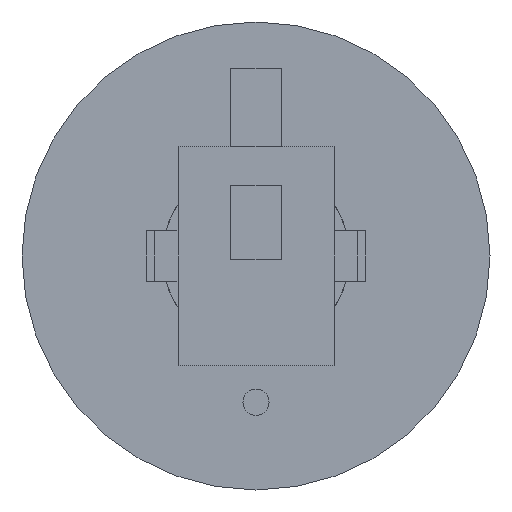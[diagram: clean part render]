
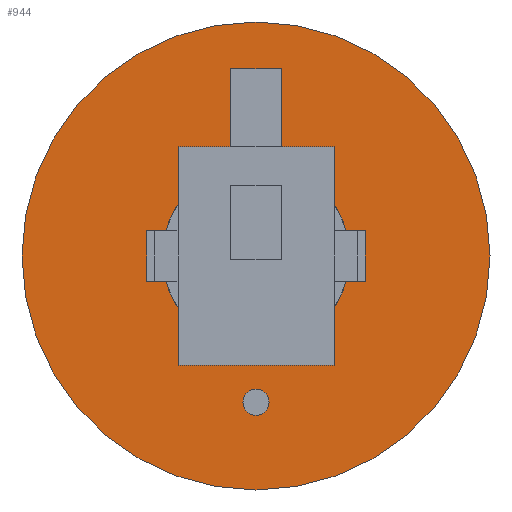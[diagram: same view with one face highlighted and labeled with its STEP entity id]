
A CAD part, front view. The second image highlights one B-rep face of the part: STEP entity #944.
In plain terms, the highlighted planar face has unit normal (0, -1, 0).
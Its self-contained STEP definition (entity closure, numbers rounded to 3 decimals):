
#3 = CARTESIAN_POINT ( 'NONE',  ( 0., 0., 18.75 ) ) ;
#13 = ORIENTED_EDGE ( 'NONE', *, *, #1055, .F. ) ;
#33 = EDGE_LOOP ( 'NONE', ( #296, #143 ) ) ;
#106 = VERTEX_POINT ( 'NONE', #1141 ) ;
#126 = VERTEX_POINT ( 'NONE', #708 ) ;
#137 = VERTEX_POINT ( 'NONE', #814 ) ;
#143 = ORIENTED_EDGE ( 'NONE', *, *, #541, .F. ) ;
#146 = DIRECTION ( 'NONE',  ( 0., 0., -1. ) ) ;
#169 = EDGE_CURVE ( 'NONE', #1305, #137, #354, .T. ) ;
#171 = AXIS2_PLACEMENT_3D ( 'NONE', #417, #529, #1441 ) ;
#173 = FACE_BOUND ( 'NONE', #1487, .T. ) ;
#179 = VERTEX_POINT ( 'NONE', #1089 ) ;
#199 = VERTEX_POINT ( 'NONE', #736 ) ;
#216 = DIRECTION ( 'NONE',  ( 0., 1., 0. ) ) ;
#255 = AXIS2_PLACEMENT_3D ( 'NONE', #1073, #516, #1094 ) ;
#268 = CARTESIAN_POINT ( 'NONE',  ( 0., 0., 0. ) ) ;
#296 = ORIENTED_EDGE ( 'NONE', *, *, #714, .F. ) ;
#303 = CIRCLE ( 'NONE', #542, 1.675 ) ;
#337 = CIRCLE ( 'NONE', #634, 1.675 ) ;
#354 = CIRCLE ( 'NONE', #424, 1.675 ) ;
#389 = DIRECTION ( 'NONE',  ( 0., -1., 0. ) ) ;
#401 = ORIENTED_EDGE ( 'NONE', *, *, #880, .F. ) ;
#417 = CARTESIAN_POINT ( 'NONE',  ( 0., 0., 0. ) ) ;
#424 = AXIS2_PLACEMENT_3D ( 'NONE', #1409, #389, #1203 ) ;
#436 = CARTESIAN_POINT ( 'NONE',  ( 0., 0., 30. ) ) ;
#510 = DIRECTION ( 'NONE',  ( 0., 0., 1. ) ) ;
#516 = DIRECTION ( 'NONE',  ( 0., -1., 0. ) ) ;
#529 = DIRECTION ( 'NONE',  ( 0., 1., 0. ) ) ;
#541 = EDGE_CURVE ( 'NONE', #126, #199, #337, .T. ) ;
#542 = AXIS2_PLACEMENT_3D ( 'NONE', #3, #1366, #1493 ) ;
#559 = EDGE_CURVE ( 'NONE', #1031, #106, #1136, .T. ) ;
#634 = AXIS2_PLACEMENT_3D ( 'NONE', #885, #1115, #1347 ) ;
#640 = CIRCLE ( 'NONE', #1330, 12. ) ;
#668 = DIRECTION ( 'NONE',  ( 0., 0., 1. ) ) ;
#690 = CIRCLE ( 'NONE', #1378, 1.675 ) ;
#708 = CARTESIAN_POINT ( 'NONE',  ( 0., 0., 17.075 ) ) ;
#714 = EDGE_CURVE ( 'NONE', #199, #126, #303, .T. ) ;
#733 = CARTESIAN_POINT ( 'NONE',  ( 0., 0., -12. ) ) ;
#736 = CARTESIAN_POINT ( 'NONE',  ( 0., 0., 20.425 ) ) ;
#802 = EDGE_CURVE ( 'NONE', #923, #179, #640, .T. ) ;
#814 = CARTESIAN_POINT ( 'NONE',  ( 0., 0., -20.425 ) ) ;
#880 = EDGE_CURVE ( 'NONE', #179, #923, #1336, .T. ) ;
#885 = CARTESIAN_POINT ( 'NONE',  ( 0., 0., 18.75 ) ) ;
#905 = DIRECTION ( 'NONE',  ( 0., -1., 0. ) ) ;
#923 = VERTEX_POINT ( 'NONE', #733 ) ;
#924 = EDGE_LOOP ( 'NONE', ( #1090, #959 ) ) ;
#944 = ADVANCED_FACE ( 'NONE', ( #173, #1231, #1251, #1059 ), #972, .F. ) ;
#959 = ORIENTED_EDGE ( 'NONE', *, *, #559, .F. ) ;
#966 = CARTESIAN_POINT ( 'NONE',  ( 0., 0., 0. ) ) ;
#972 = PLANE ( 'NONE',  #171 ) ;
#1008 = AXIS2_PLACEMENT_3D ( 'NONE', #966, #1181, #510 ) ;
#1023 = CARTESIAN_POINT ( 'NONE',  ( 0., 0., 0. ) ) ;
#1031 = VERTEX_POINT ( 'NONE', #436 ) ;
#1055 = EDGE_CURVE ( 'NONE', #137, #1305, #690, .T. ) ;
#1059 = FACE_OUTER_BOUND ( 'NONE', #924, .T. ) ;
#1060 = CARTESIAN_POINT ( 'NONE',  ( 0., 0., -17.075 ) ) ;
#1073 = CARTESIAN_POINT ( 'NONE',  ( 0., 0., 0. ) ) ;
#1084 = ORIENTED_EDGE ( 'NONE', *, *, #802, .F. ) ;
#1089 = CARTESIAN_POINT ( 'NONE',  ( 0., 0., 12. ) ) ;
#1090 = ORIENTED_EDGE ( 'NONE', *, *, #1299, .F. ) ;
#1094 = DIRECTION ( 'NONE',  ( 0., 0., -1. ) ) ;
#1115 = DIRECTION ( 'NONE',  ( 0., -1., 0. ) ) ;
#1129 = EDGE_LOOP ( 'NONE', ( #401, #1084 ) ) ;
#1136 = CIRCLE ( 'NONE', #1228, 30. ) ;
#1141 = CARTESIAN_POINT ( 'NONE',  ( 0., 0., -30. ) ) ;
#1181 = DIRECTION ( 'NONE',  ( 0., 1., 0. ) ) ;
#1182 = DIRECTION ( 'NONE',  ( 0., -1., 0. ) ) ;
#1203 = DIRECTION ( 'NONE',  ( 0., 0., 1. ) ) ;
#1228 = AXIS2_PLACEMENT_3D ( 'NONE', #1023, #216, #668 ) ;
#1231 = FACE_BOUND ( 'NONE', #33, .T. ) ;
#1251 = FACE_BOUND ( 'NONE', #1129, .T. ) ;
#1252 = ORIENTED_EDGE ( 'NONE', *, *, #169, .F. ) ;
#1298 = CIRCLE ( 'NONE', #1008, 30. ) ;
#1299 = EDGE_CURVE ( 'NONE', #106, #1031, #1298, .T. ) ;
#1305 = VERTEX_POINT ( 'NONE', #1060 ) ;
#1330 = AXIS2_PLACEMENT_3D ( 'NONE', #268, #1182, #146 ) ;
#1336 = CIRCLE ( 'NONE', #255, 12. ) ;
#1347 = DIRECTION ( 'NONE',  ( 0., 0., 1. ) ) ;
#1366 = DIRECTION ( 'NONE',  ( 0., -1., 0. ) ) ;
#1370 = CARTESIAN_POINT ( 'NONE',  ( 0., 0., -18.75 ) ) ;
#1378 = AXIS2_PLACEMENT_3D ( 'NONE', #1370, #905, #1479 ) ;
#1409 = CARTESIAN_POINT ( 'NONE',  ( 0., 0., -18.75 ) ) ;
#1441 = DIRECTION ( 'NONE',  ( 0., 0., 1. ) ) ;
#1479 = DIRECTION ( 'NONE',  ( 0., 0., 1. ) ) ;
#1487 = EDGE_LOOP ( 'NONE', ( #1252, #13 ) ) ;
#1493 = DIRECTION ( 'NONE',  ( 0., 0., 1. ) ) ;
